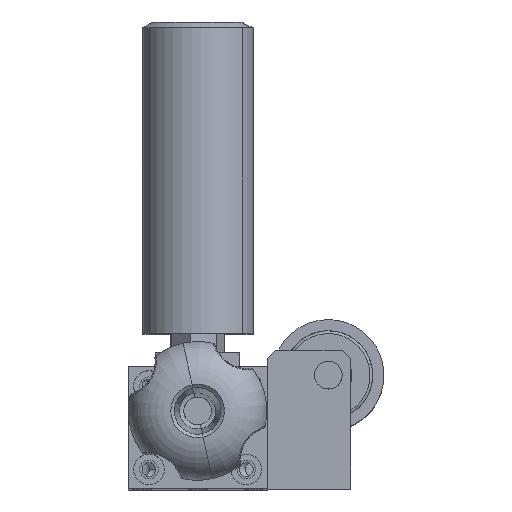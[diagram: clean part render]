
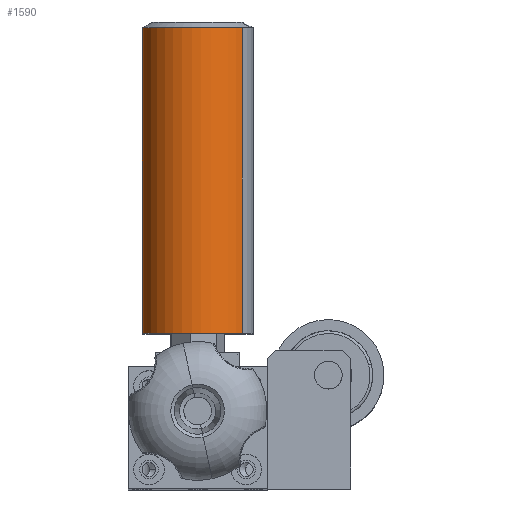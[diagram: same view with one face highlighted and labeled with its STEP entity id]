
A CAD part, top view. The second image highlights one B-rep face of the part: STEP entity #1590.
In plain terms, the highlighted cylindrical face has radius 20 mm (diameter 40 mm), a partial arc.
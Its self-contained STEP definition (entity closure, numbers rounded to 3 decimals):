
#1590 = ADVANCED_FACE ( 'NONE', ( #7384 ), #7393, .T. ) ;
#1856 = ORIENTED_EDGE ( 'NONE', *, *, #17009, .F. ) ;
#1857 = ORIENTED_EDGE ( 'NONE', *, *, #17019, .T. ) ;
#1859 = ORIENTED_EDGE ( 'NONE', *, *, #17011, .T. ) ;
#1861 = ORIENTED_EDGE ( 'NONE', *, *, #17018, .F. ) ;
#3555 = VERTEX_POINT ( 'NONE', #12030 ) ;
#3557 = VERTEX_POINT ( 'NONE', #12031 ) ;
#3565 = VERTEX_POINT ( 'NONE', #12035 ) ;
#3567 = VERTEX_POINT ( 'NONE', #12036 ) ;
#3644 = EDGE_LOOP ( 'NONE', ( #1856, #1857, #1859, #1861 ) ) ;
#7384 = FACE_OUTER_BOUND ( 'NONE', #3644, .T. ) ;
#7393 = CYLINDRICAL_SURFACE ( 'NONE', #9374, 20. ) ;
#8613 = DIRECTION ( 'NONE',  ( -1., 0., 0. ) ) ;
#8615 = DIRECTION ( 'NONE',  ( 0., 0., 1. ) ) ;
#8617 = CARTESIAN_POINT ( 'NONE',  ( 0., 0., 0. ) ) ;
#9374 = AXIS2_PLACEMENT_3D ( 'NONE', #8617, #8613, #8615 ) ;
#12030 = CARTESIAN_POINT ( 'NONE',  ( 110., 0., 20. ) ) ;
#12031 = CARTESIAN_POINT ( 'NONE',  ( 110., 0., -20. ) ) ;
#12035 = CARTESIAN_POINT ( 'NONE',  ( 0., 0., 20. ) ) ;
#12036 = CARTESIAN_POINT ( 'NONE',  ( 0., 0., -20. ) ) ;
#14585 = AXIS2_PLACEMENT_3D ( 'NONE', #15322, #15323, #15324 ) ;
#14586 = AXIS2_PLACEMENT_3D ( 'NONE', #15327, #15328, #15329 ) ;
#15291 = DIRECTION ( 'NONE',  ( -1., 0., 0. ) ) ;
#15295 = DIRECTION ( 'NONE',  ( -1., 0., 0. ) ) ;
#15296 = CARTESIAN_POINT ( 'NONE',  ( 0., 0., -20. ) ) ;
#15300 = CARTESIAN_POINT ( 'NONE',  ( 0., 0., 20. ) ) ;
#15322 = CARTESIAN_POINT ( 'NONE',  ( 0., 0., 0. ) ) ;
#15323 = DIRECTION ( 'NONE',  ( -1., 0., 0. ) ) ;
#15324 = DIRECTION ( 'NONE',  ( 0., 0., 1. ) ) ;
#15327 = CARTESIAN_POINT ( 'NONE',  ( 110., 0., 0. ) ) ;
#15328 = DIRECTION ( 'NONE',  ( -1., 0., 0. ) ) ;
#15329 = DIRECTION ( 'NONE',  ( 0., 0., 1. ) ) ;
#15952 = LINE ( 'NONE', #15296, #15959 ) ;
#15957 = LINE ( 'NONE', #15300, #15962 ) ;
#15959 = VECTOR ( 'NONE', #15291, 1000. ) ;
#15962 = VECTOR ( 'NONE', #15295, 1000. ) ;
#15969 = CIRCLE ( 'NONE', #14585, 20. ) ;
#15970 = CIRCLE ( 'NONE', #14586, 20. ) ;
#17009 = EDGE_CURVE ( 'NONE', #3557, #3567, #15952, .T. ) ;
#17011 = EDGE_CURVE ( 'NONE', #3555, #3565, #15957, .T. ) ;
#17018 = EDGE_CURVE ( 'NONE', #3567, #3565, #15969, .T. ) ;
#17019 = EDGE_CURVE ( 'NONE', #3557, #3555, #15970, .T. ) ;
